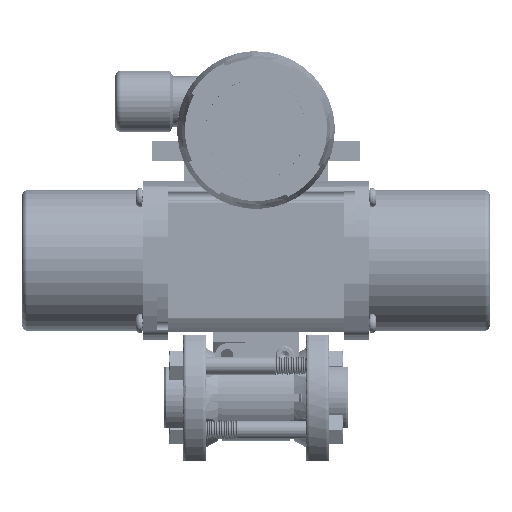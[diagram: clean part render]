
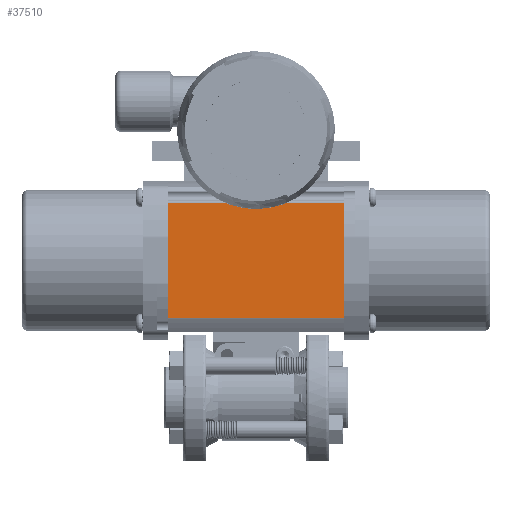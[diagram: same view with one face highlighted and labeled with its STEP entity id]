
A CAD part, top view. The second image highlights one B-rep face of the part: STEP entity #37510.
In plain terms, the highlighted planar face has unit normal (0, 0, 1).
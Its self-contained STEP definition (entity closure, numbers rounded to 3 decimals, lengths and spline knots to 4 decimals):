
#11018 = DIRECTION ( 'NONE',  ( 1., 0., 0. ) ) ;
#11584 = ORIENTED_EDGE ( 'NONE', *, *, #79064, .F. ) ;
#14049 = EDGE_CURVE ( 'NONE', #142581, #110564, #253220, .T. ) ;
#16639 = CARTESIAN_POINT ( 'NONE',  ( -5.0403, 3.3781, 1.17 ) ) ;
#31132 = VECTOR ( 'NONE', #11018, 39.3701 ) ;
#37510 = ADVANCED_FACE ( 'NONE', ( #188214 ), #202617, .F. ) ;
#37903 = ORIENTED_EDGE ( 'NONE', *, *, #101761, .T. ) ;
#42947 = CARTESIAN_POINT ( 'NONE',  ( -5.0403, 3.3854, 1.17 ) ) ;
#45518 = AXIS2_PLACEMENT_3D ( 'NONE', #42947, #103265, #242753 ) ;
#70851 = LINE ( 'NONE', #233213, #111481 ) ;
#79064 = EDGE_CURVE ( 'NONE', #113293, #110564, #70851, .T. ) ;
#84070 = EDGE_LOOP ( 'NONE', ( #87016, #87177, #11584, #37903 ) ) ;
#87016 = ORIENTED_EDGE ( 'NONE', *, *, #100407, .F. ) ;
#87177 = ORIENTED_EDGE ( 'NONE', *, *, #14049, .T. ) ;
#87857 = VECTOR ( 'NONE', #255708, 39.3701 ) ;
#91148 = VECTOR ( 'NONE', #216021, 39.3701 ) ;
#92473 = CARTESIAN_POINT ( 'NONE',  ( 1.5275, 1.3839, 1.17 ) ) ;
#97478 = CARTESIAN_POINT ( 'NONE',  ( 1.5275, 3.3854, 1.17 ) ) ;
#100407 = EDGE_CURVE ( 'NONE', #142581, #230968, #197185, .T. ) ;
#101761 = EDGE_CURVE ( 'NONE', #113293, #230968, #184206, .T. ) ;
#103265 = DIRECTION ( 'NONE',  ( 0., 0., -1. ) ) ;
#110564 = VERTEX_POINT ( 'NONE', #126099 ) ;
#111481 = VECTOR ( 'NONE', #213161, 39.3701 ) ;
#113293 = VERTEX_POINT ( 'NONE', #128613 ) ;
#126099 = CARTESIAN_POINT ( 'NONE',  ( -1.5275, 3.3781, 1.17 ) ) ;
#128613 = CARTESIAN_POINT ( 'NONE',  ( -1.5275, 1.3839, 1.17 ) ) ;
#130741 = CARTESIAN_POINT ( 'NONE',  ( -5.0403, 1.3839, 1.17 ) ) ;
#142581 = VERTEX_POINT ( 'NONE', #191225 ) ;
#184206 = LINE ( 'NONE', #130741, #31132 ) ;
#188214 = FACE_OUTER_BOUND ( 'NONE', #84070, .T. ) ;
#191225 = CARTESIAN_POINT ( 'NONE',  ( 1.5275, 3.3781, 1.17 ) ) ;
#197185 = LINE ( 'NONE', #97478, #91148 ) ;
#202617 = PLANE ( 'NONE',  #45518 ) ;
#213161 = DIRECTION ( 'NONE',  ( 0., 1., 0. ) ) ;
#216021 = DIRECTION ( 'NONE',  ( 0., -1., 0. ) ) ;
#230968 = VERTEX_POINT ( 'NONE', #92473 ) ;
#233213 = CARTESIAN_POINT ( 'NONE',  ( -1.5275, 3.3854, 1.17 ) ) ;
#242753 = DIRECTION ( 'NONE',  ( 0., -1., 0. ) ) ;
#253220 = LINE ( 'NONE', #16639, #87857 ) ;
#255708 = DIRECTION ( 'NONE',  ( -1., 0., 0. ) ) ;
